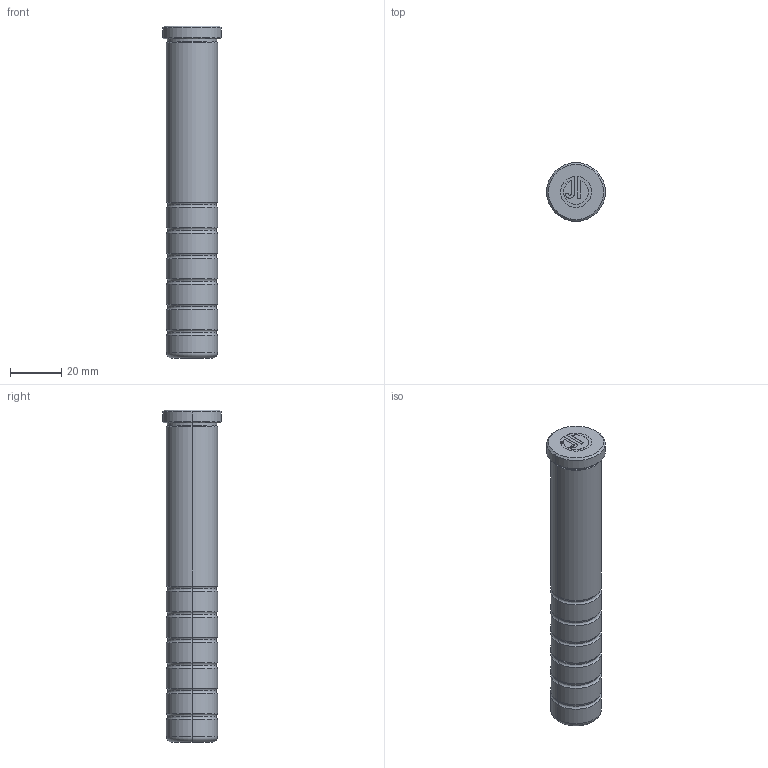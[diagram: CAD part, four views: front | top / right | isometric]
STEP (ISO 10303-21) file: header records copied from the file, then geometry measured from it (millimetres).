
FILE_DESCRIPTION (( 'STEP AP214' ), '1' );
FILE_NAME ('SGOH-D20-130.step', '2021-07-28T09:30:18', ( 'User' ), ( 'china' ), 'SwSTEP 2.0', 'SolidWorks 2016', '' );
FILE_SCHEMA (( 'AUTOMOTIVE_DESIGN' ));
Length unit declared in the file: millimetre
Products named in the file (1): SGOH-D20-130
Bounding box: 23 x 23 x 130 mm (x, y, z)
Volume: 40823.9 mm3; surface area: 9177.6 mm2
Topology: 1 solids, 1 shells, 84 faces, 182 edges, 103 vertices
Faces by surface type: cylinder 30, torus 28, plane 14, cone 12
Entity records: 2304 total; most frequent: DIRECTION 464, CARTESIAN_POINT 368, ORIENTED_EDGE 360, AXIS2_PLACEMENT_3D 199, EDGE_CURVE 180, CIRCLE 114, VERTEX_POINT 103, EDGE_LOOP 89
